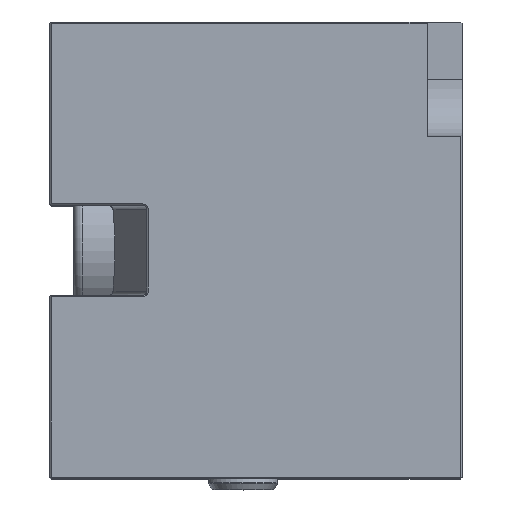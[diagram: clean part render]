
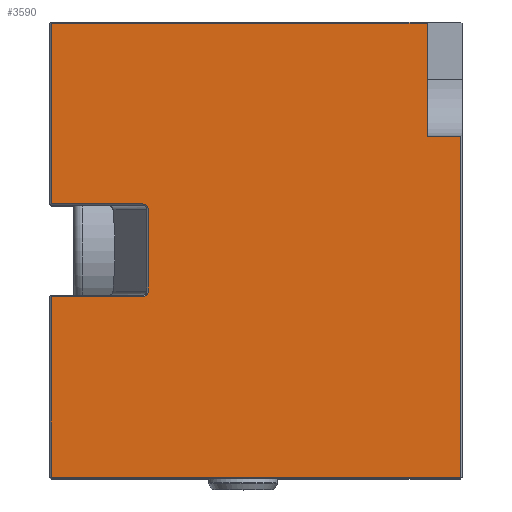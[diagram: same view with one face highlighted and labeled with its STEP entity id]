
A CAD part, top view. The second image highlights one B-rep face of the part: STEP entity #3590.
In plain terms, the highlighted planar face has unit normal (0, 0, 1).
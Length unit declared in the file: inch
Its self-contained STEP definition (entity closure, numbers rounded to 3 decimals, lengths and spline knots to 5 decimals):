
#1200=DIRECTION('',(0.,1.,0.));
#1201=VECTOR('',#1200,1.285);
#1202=CARTESIAN_POINT('',(0.01,-1.615,1.625));
#1203=LINE('',#1202,#1201);
#1207=DIRECTION('',(-1.,0.,0.));
#1208=VECTOR('',#1207,0.64926);
#1209=CARTESIAN_POINT('',(0.65926,-0.33,1.625));
#1210=LINE('',#1209,#1208);
#1214=CARTESIAN_POINT('',(0.70067,-0.29,1.625));
#1215=CARTESIAN_POINT('',(0.70067,-0.29186,1.625));
#1216=CARTESIAN_POINT('',(0.7004,-0.29559,1.625));
#1217=CARTESIAN_POINT('',(0.69919,-0.30108,1.625));
#1218=CARTESIAN_POINT('',(0.6972,-0.30637,1.625));
#1219=CARTESIAN_POINT('',(0.69443,-0.31137,1.625));
#1220=CARTESIAN_POINT('',(0.69095,-0.31596,1.625));
#1221=CARTESIAN_POINT('',(0.6868,-0.32006,1.625));
#1222=CARTESIAN_POINT('',(0.68206,-0.32356,1.625));
#1223=CARTESIAN_POINT('',(0.67682,-0.32638,1.625));
#1224=CARTESIAN_POINT('',(0.67118,-0.32846,1.625));
#1225=CARTESIAN_POINT('',(0.66527,-0.32972,1.625));
#1226=CARTESIAN_POINT('',(0.66126,-0.33,1.625));
#1227=CARTESIAN_POINT('',(0.65926,-0.33,1.625));
#1232=DIRECTION('',(0.,-1.,0.));
#1233=VECTOR('',#1232,0.58);
#1234=CARTESIAN_POINT('',(0.70067,0.29,1.625));
#1235=LINE('',#1234,#1233);
#1239=CARTESIAN_POINT('',(0.65926,0.33,1.625));
#1240=CARTESIAN_POINT('',(0.66127,0.33,1.625));
#1241=CARTESIAN_POINT('',(0.6653,0.32972,1.625));
#1242=CARTESIAN_POINT('',(0.67122,0.32845,1.625));
#1243=CARTESIAN_POINT('',(0.67685,0.32637,1.625));
#1244=CARTESIAN_POINT('',(0.68209,0.32354,1.625));
#1245=CARTESIAN_POINT('',(0.68683,0.32003,1.625));
#1246=CARTESIAN_POINT('',(0.69097,0.31594,1.625));
#1247=CARTESIAN_POINT('',(0.69445,0.31134,1.625));
#1248=CARTESIAN_POINT('',(0.69721,0.30634,1.625));
#1249=CARTESIAN_POINT('',(0.69921,0.30105,1.625));
#1250=CARTESIAN_POINT('',(0.70041,0.29554,1.625));
#1251=CARTESIAN_POINT('',(0.70068,0.29183,1.625));
#1252=CARTESIAN_POINT('',(0.70067,0.29,1.625));
#1257=DIRECTION('',(1.,0.,0.));
#1258=VECTOR('',#1257,0.64926);
#1259=CARTESIAN_POINT('',(0.01,0.33,1.625));
#1260=LINE('',#1259,#1258);
#1264=DIRECTION('',(0.,1.,0.));
#1265=VECTOR('',#1264,1.285);
#1266=CARTESIAN_POINT('',(0.01,0.33,1.625));
#1267=LINE('',#1266,#1265);
#1271=DIRECTION('',(-1.,0.,0.));
#1272=VECTOR('',#1271,2.675);
#1273=CARTESIAN_POINT('',(2.685,1.615,1.625));
#1274=LINE('',#1273,#1272);
#1278=DIRECTION('',(0.,-1.,0.));
#1279=VECTOR('',#1278,0.8025);
#1280=CARTESIAN_POINT('',(2.685,1.615,1.625));
#1281=LINE('',#1280,#1279);
#1285=DIRECTION('',(-1.,0.,0.));
#1286=VECTOR('',#1285,0.24);
#1287=CARTESIAN_POINT('',(2.925,0.8125,1.625));
#1288=LINE('',#1287,#1286);
#1292=DIRECTION('',(0.,-1.,0.));
#1293=VECTOR('',#1292,2.4275);
#1294=CARTESIAN_POINT('',(2.925,0.8125,1.625));
#1295=LINE('',#1294,#1293);
#1299=DIRECTION('',(-1.,0.,0.));
#1300=VECTOR('',#1299,2.915);
#1301=CARTESIAN_POINT('',(2.925,-1.615,1.625));
#1302=LINE('',#1301,#1300);
#2327=CARTESIAN_POINT('',(2.685,0.8125,1.625));
#2328=VERTEX_POINT('',#2327);
#2469=CARTESIAN_POINT('',(0.01,-1.615,1.625));
#2470=CARTESIAN_POINT('',(0.01,-0.33,1.625));
#2471=VERTEX_POINT('',#2469);
#2472=VERTEX_POINT('',#2470);
#2483=CARTESIAN_POINT('',(0.65926,-0.33,1.625));
#2484=VERTEX_POINT('',#2483);
#2485=VERTEX_POINT('',#1214);
#2487=CARTESIAN_POINT('',(0.70067,0.29,1.625));
#2488=VERTEX_POINT('',#2487);
#2491=VERTEX_POINT('',#1239);
#2493=CARTESIAN_POINT('',(0.01,0.33,1.625));
#2494=VERTEX_POINT('',#2493);
#2501=CARTESIAN_POINT('',(0.01,1.615,1.625));
#2502=VERTEX_POINT('',#2501);
#2506=CARTESIAN_POINT('',(2.685,1.615,1.625));
#2508=VERTEX_POINT('',#2506);
#2547=CARTESIAN_POINT('',(2.925,-1.615,1.625));
#2548=VERTEX_POINT('',#2547);
#2581=CARTESIAN_POINT('',(2.925,0.8125,1.625));
#2583=VERTEX_POINT('',#2581);
#3561=CARTESIAN_POINT('',(0.,1.625,1.625));
#3562=DIRECTION('',(0.,0.,1.));
#3563=DIRECTION('',(0.,-1.,0.));
#3564=AXIS2_PLACEMENT_3D('',#3561,#3562,#3563);
#3565=PLANE('',#3564);
#3566=ORIENTED_EDGE('',*,*,#3548,.T.);
#3568=ORIENTED_EDGE('',*,*,#3567,.F.);
#3570=ORIENTED_EDGE('',*,*,#3569,.F.);
#3572=ORIENTED_EDGE('',*,*,#3571,.F.);
#3574=ORIENTED_EDGE('',*,*,#3573,.F.);
#3576=ORIENTED_EDGE('',*,*,#3575,.F.);
#3578=ORIENTED_EDGE('',*,*,#3577,.T.);
#3580=ORIENTED_EDGE('',*,*,#3579,.F.);
#3581=ORIENTED_EDGE('',*,*,#2729,.T.);
#3583=ORIENTED_EDGE('',*,*,#3582,.F.);
#3585=ORIENTED_EDGE('',*,*,#3584,.T.);
#3587=ORIENTED_EDGE('',*,*,#3586,.T.);
#3588=EDGE_LOOP('',(#3566,#3568,#3570,#3572,#3574,#3576,#3578,#3580,#3581,#3583,
#3585,#3587));
#3589=FACE_OUTER_BOUND('',#3588,.F.);
#1228=B_SPLINE_CURVE_WITH_KNOTS('',3,(#1214,#1215,#1216,#1217,#1218,#1219,#1220,
#1221,#1222,#1223,#1224,#1225,#1226,#1227),.UNSPECIFIED.,.F.,.F.,(4,1,1,1,1,1,1,
1,1,1,1,4),(0.,0.09091,0.18182,0.27273,
0.36364,0.45455,0.54545,0.63636,
0.72727,0.81818,0.90909,1.),.UNSPECIFIED.);
#1253=B_SPLINE_CURVE_WITH_KNOTS('',3,(#1239,#1240,#1241,#1242,#1243,#1244,#1245,
#1246,#1247,#1248,#1249,#1250,#1251,#1252),.UNSPECIFIED.,.F.,.F.,(4,1,1,1,1,1,1,
1,1,1,1,4),(0.,0.09091,0.18182,0.27273,
0.36364,0.45455,0.54545,0.63636,
0.72727,0.81818,0.90909,1.),.UNSPECIFIED.);
#2729=EDGE_CURVE('',#2508,#2328,#1281,.T.);
#3548=EDGE_CURVE('',#2471,#2472,#1203,.T.);
#3567=EDGE_CURVE('',#2484,#2472,#1210,.T.);
#3569=EDGE_CURVE('',#2485,#2484,#1228,.T.);
#3571=EDGE_CURVE('',#2488,#2485,#1235,.T.);
#3573=EDGE_CURVE('',#2491,#2488,#1253,.T.);
#3575=EDGE_CURVE('',#2494,#2491,#1260,.T.);
#3577=EDGE_CURVE('',#2494,#2502,#1267,.T.);
#3579=EDGE_CURVE('',#2508,#2502,#1274,.T.);
#3582=EDGE_CURVE('',#2583,#2328,#1288,.T.);
#3584=EDGE_CURVE('',#2583,#2548,#1295,.T.);
#3586=EDGE_CURVE('',#2548,#2471,#1302,.T.);
#3590=ADVANCED_FACE('',(#3589),#3565,.T.);
